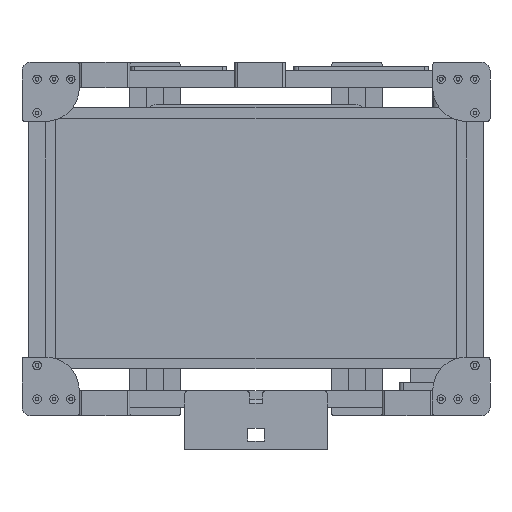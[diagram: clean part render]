
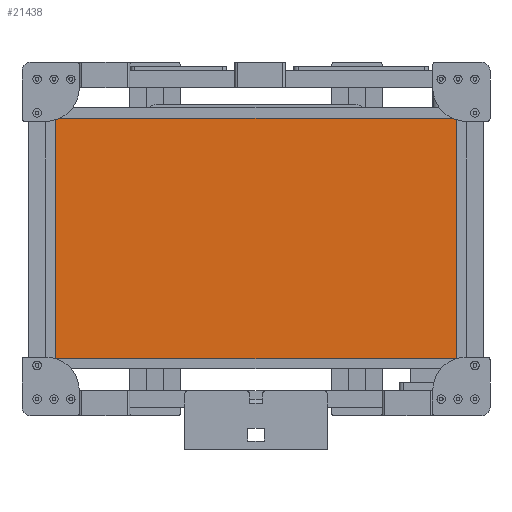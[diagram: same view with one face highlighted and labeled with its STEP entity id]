
A CAD part, front view. The second image highlights one B-rep face of the part: STEP entity #21438.
In plain terms, the highlighted planar face has unit normal (0, -1, 0).
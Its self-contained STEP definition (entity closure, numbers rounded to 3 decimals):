
#2716=FACE_OUTER_BOUND('',#4208,.T.);
#4208=EDGE_LOOP('',(#17503,#17504,#17505,#17506));
#6034=LINE('',#34260,#8088);
#6037=LINE('',#34265,#8091);
#6039=LINE('',#34269,#8093);
#6040=LINE('',#34271,#8094);
#8088=VECTOR('',#28004,10.);
#8091=VECTOR('',#28009,10.);
#8093=VECTOR('',#28013,10.);
#8094=VECTOR('',#28016,10.);
#10113=VERTEX_POINT('',#34257);
#10114=VERTEX_POINT('',#34259);
#10115=VERTEX_POINT('',#34263);
#10116=VERTEX_POINT('',#34267);
#12706=EDGE_CURVE('',#10113,#10114,#6034,.T.);
#12709=EDGE_CURVE('',#10115,#10113,#6037,.T.);
#12711=EDGE_CURVE('',#10116,#10115,#6039,.T.);
#12712=EDGE_CURVE('',#10114,#10116,#6040,.T.);
#17503=ORIENTED_EDGE('',*,*,#12712,.F.);
#17504=ORIENTED_EDGE('',*,*,#12706,.F.);
#17505=ORIENTED_EDGE('',*,*,#12709,.F.);
#17506=ORIENTED_EDGE('',*,*,#12711,.F.);
#20402=PLANE('',#23291);
#21438=ADVANCED_FACE('',(#2716),#20402,.F.);
#23291=AXIS2_PLACEMENT_3D('',#34272,#28017,#28018);
#28004=DIRECTION('',(0.,0.,1.));
#28009=DIRECTION('',(-1.,0.,0.));
#28013=DIRECTION('',(0.,0.,-1.));
#28016=DIRECTION('',(1.,0.,0.));
#28017=DIRECTION('center_axis',(0.,1.,0.));
#28018=DIRECTION('ref_axis',(0.,0.,1.));
#34257=CARTESIAN_POINT('',(-63.,2.,-272.092));
#34259=CARTESIAN_POINT('',(-63.,2.,13.908));
#34260=CARTESIAN_POINT('',(-63.,2.,-272.092));
#34263=CARTESIAN_POINT('',(413.,2.,-272.092));
#34265=CARTESIAN_POINT('',(413.,2.,-272.092));
#34267=CARTESIAN_POINT('',(413.,2.,13.908));
#34269=CARTESIAN_POINT('',(413.,2.,13.908));
#34271=CARTESIAN_POINT('',(-63.,2.,13.908));
#34272=CARTESIAN_POINT('Origin',(175.,2.,-129.092));
